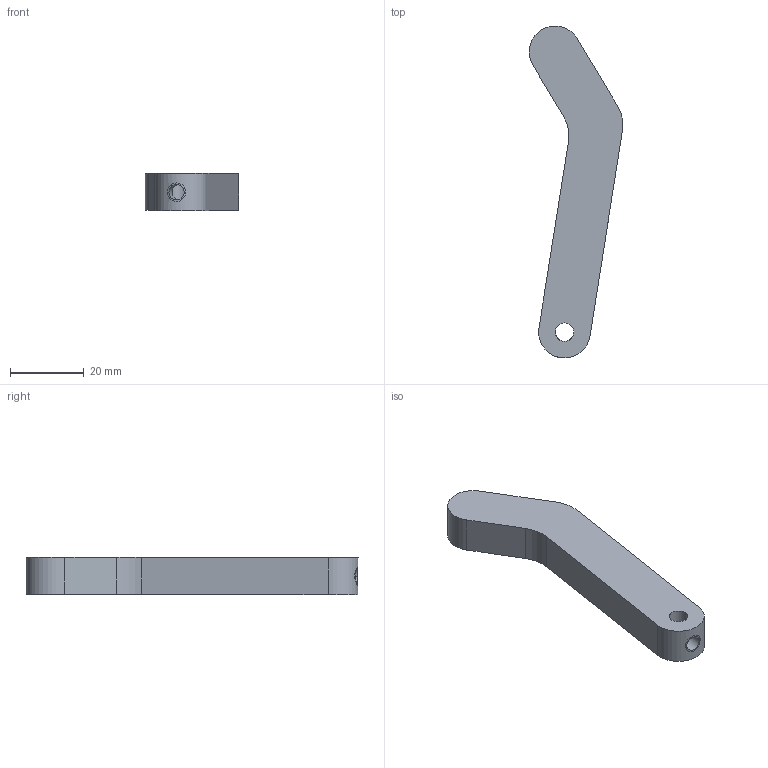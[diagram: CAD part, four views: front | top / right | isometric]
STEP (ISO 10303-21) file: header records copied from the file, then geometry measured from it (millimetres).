
FILE_DESCRIPTION((''),'2;1');
FILE_NAME('BRAS','2020-05-15T01:25:21',('Louis'),(''),'CREO PARAMETRIC BY PTC INC, 2019164','CREO PARAMETRIC BY PTC INC, 2019164','');
FILE_SCHEMA(('CONFIG_CONTROL_DESIGN'));
Length unit declared in the file: millimetre
Products named in the file (1): BRAS
Bounding box: 25.43 x 90 x 10.1 mm (x, y, z)
Volume: 12464.7 mm3; surface area: 4811.5 mm2
Topology: 1 solids, 2 shells, 16 faces, 44 edges, 30 vertices
Faces by surface type: cylinder 10, plane 6
Entity records: 686 total; most frequent: CARTESIAN_POINT 231, ORIENTED_EDGE 82, DIRECTION 80, EDGE_CURVE 44, VERTEX_POINT 30, AXIS2_PLACEMENT_3D 29, VECTOR 22, LINE 22
